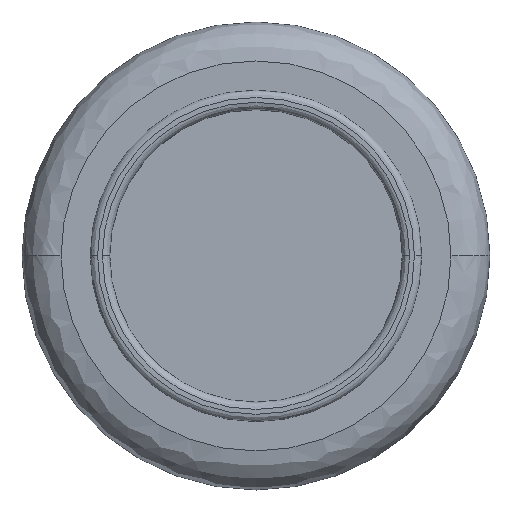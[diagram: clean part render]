
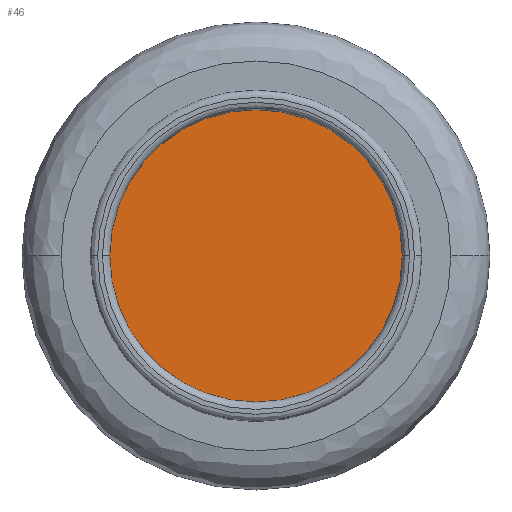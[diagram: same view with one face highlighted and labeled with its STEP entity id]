
A CAD part, top view. The second image highlights one B-rep face of the part: STEP entity #46.
In plain terms, the highlighted planar face has unit normal (0, 0, 1).
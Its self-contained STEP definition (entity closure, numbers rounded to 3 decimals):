
#46=ADVANCED_FACE('',(#133),#132,.F.);
#132=PLANE('',#380);
#133=FACE_OUTER_BOUND('',#381,.T.);
#377=CARTESIAN_POINT('',(34.5,-31.177,13.2));
#378=DIRECTION('',(0.,0.,-1.));
#379=DIRECTION('',(-1.,0.,0.));
#380=AXIS2_PLACEMENT_3D('',#377,#378,#379);
#381=EDGE_LOOP('',(#672,#673));
#672=ORIENTED_EDGE('',*,*,#776,.F.);
#673=ORIENTED_EDGE('',*,*,#777,.F.);
#776=EDGE_CURVE('',#960,#961,#962,.T.);
#777=EDGE_CURVE('',#961,#960,#968,.T.);
#960=VERTEX_POINT('',#1260);
#961=VERTEX_POINT('',#1261);
#962=CIRCLE('',#1265,15.);
#968=CIRCLE('',#1269,15.);
#1260=CARTESIAN_POINT('',(15.,0.,13.2));
#1261=CARTESIAN_POINT('',(-15.,0.,13.2));
#1262=CARTESIAN_POINT('',(0.,0.,13.2));
#1263=DIRECTION('',(0.,0.,-1.));
#1264=DIRECTION('',(-1.,0.,0.));
#1265=AXIS2_PLACEMENT_3D('',#1262,#1263,#1264);
#1266=CARTESIAN_POINT('',(0.,0.,13.2));
#1267=DIRECTION('',(0.,0.,-1.));
#1268=DIRECTION('',(-1.,0.,0.));
#1269=AXIS2_PLACEMENT_3D('',#1266,#1267,#1268);
